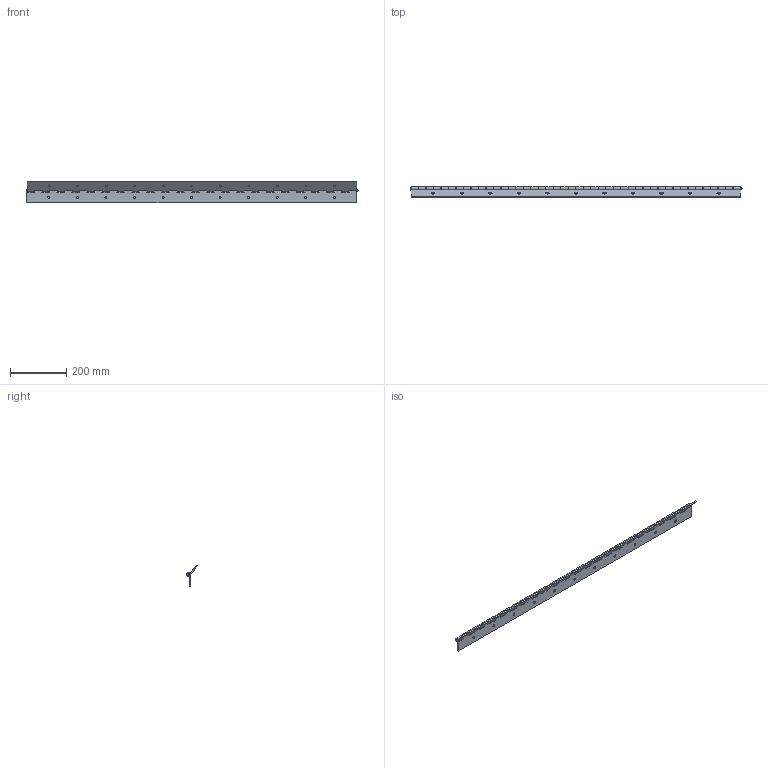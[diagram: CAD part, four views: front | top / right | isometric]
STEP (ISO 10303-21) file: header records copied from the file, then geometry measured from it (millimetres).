
FILE_DESCRIPTION(/* description */ (''),/* implementation_level */ '2;1');
FILE_NAME(/* name */ 'piano hinge.stp',/* time_stamp */ '2013-06-29T21:56:30-04:00',/* author */ ('Saville'),/* organization */ (''),/* preprocessor_version */ 'ST-DEVELOPER v15.2',/* originating_system */ 'Autodesk Inventor 2014',/* authorisation */ '');
FILE_SCHEMA (('AUTOMOTIVE_DESIGN { 1 0 10303 214 3 1 1 }'));
Length unit declared in the file: inch
Products named in the file (3): hinge pin; hinge; Assembly2
Bounding box: 1181.9 x 38.62 x 77.39 mm (x, y, z)
Volume: 430698.7 mm3; surface area: 290159.8 mm2
Topology: 3 solids, 3 shells, 255 faces, 785 edges, 550 vertices
Faces by surface type: plane 142, cylinder 89, cone 22, sphere 2
Full cylindrical faces by diameter (mm): 6.35 x45
Entity records: 4404 total; most frequent: CARTESIAN_POINT 753, DIRECTION 735, ORIENTED_EDGE 680, EDGE_CURVE 340, VERTEX_POINT 250, AXIS2_PLACEMENT_3D 250, LINE 235, VECTOR 235
